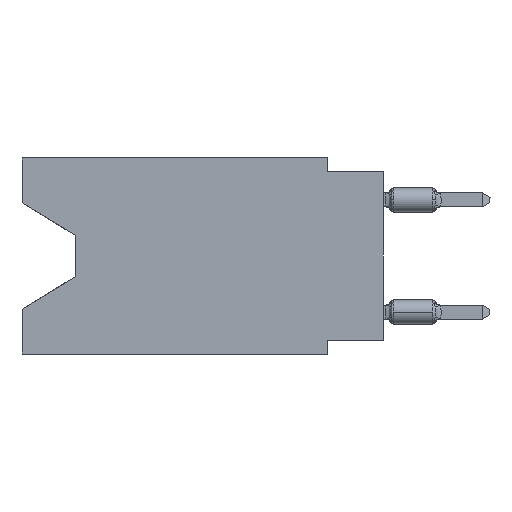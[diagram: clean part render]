
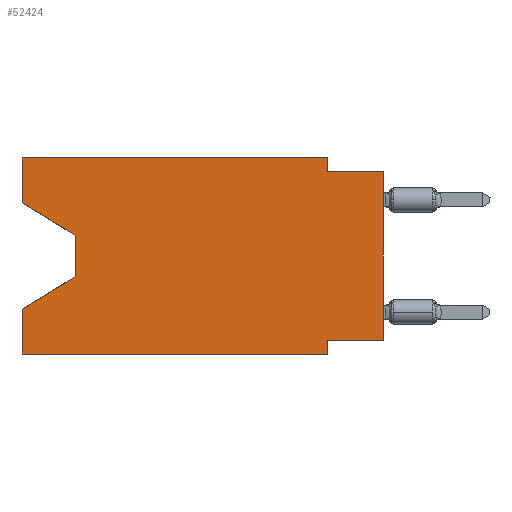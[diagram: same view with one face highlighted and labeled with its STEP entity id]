
A CAD part, left-side view. The second image highlights one B-rep face of the part: STEP entity #52424.
In plain terms, the highlighted planar face has unit normal (-1, 0, 0).
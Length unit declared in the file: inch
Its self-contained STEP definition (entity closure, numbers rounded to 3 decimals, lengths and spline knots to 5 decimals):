
#506 = VERTEX_POINT ( 'NONE', #44904 ) ;
#1046 = LINE ( 'NONE', #27161, #17733 ) ;
#1200 = CARTESIAN_POINT ( 'NONE',  ( 0., 0.645, 0. ) ) ;
#2292 = EDGE_CURVE ( 'NONE', #506, #33369, #1046, .T. ) ;
#2585 = DIRECTION ( 'NONE',  ( 0., 0., 1. ) ) ;
#2641 = EDGE_CURVE ( 'NONE', #33970, #39904, #31850, .T. ) ;
#3241 = CARTESIAN_POINT ( 'NONE',  ( 0., 0., -0.325 ) ) ;
#4616 = DIRECTION ( 'NONE',  ( 0., -0.855, -0.519 ) ) ;
#5106 = LINE ( 'NONE', #14792, #58389 ) ;
#5703 = VERTEX_POINT ( 'NONE', #13600 ) ;
#5872 = VERTEX_POINT ( 'NONE', #1200 ) ;
#6667 = LINE ( 'NONE', #15753, #14640 ) ;
#7595 = LINE ( 'NONE', #12144, #39241 ) ;
#8341 = EDGE_LOOP ( 'NONE', ( #53234, #28282, #27651, #58171, #24691, #20509, #24716, #13465, #38616, #46647, #53380, #34008 ) ) ;
#8618 = LINE ( 'NONE', #36465, #33324 ) ;
#8777 = DIRECTION ( 'NONE',  ( 0., 0., -1. ) ) ;
#9422 = DIRECTION ( 'NONE',  ( 0., -1., 0. ) ) ;
#10960 = CARTESIAN_POINT ( 'NONE',  ( 0., 0.1, 0. ) ) ;
#11657 = CARTESIAN_POINT ( 'NONE',  ( 0., 0., 0. ) ) ;
#12144 = CARTESIAN_POINT ( 'NONE',  ( 0., 0.645, 0. ) ) ;
#12563 = VECTOR ( 'NONE', #55413, 39.37008 ) ;
#13465 = ORIENTED_EDGE ( 'NONE', *, *, #49691, .T. ) ;
#13600 = CARTESIAN_POINT ( 'NONE',  ( 0., 0.645, -0.35 ) ) ;
#13812 = VERTEX_POINT ( 'NONE', #51743 ) ;
#14229 = VECTOR ( 'NONE', #2585, 39.37008 ) ;
#14365 = CARTESIAN_POINT ( 'NONE',  ( 0., 0.1, -0.35 ) ) ;
#14640 = VECTOR ( 'NONE', #24542, 39.37008 ) ;
#14792 = CARTESIAN_POINT ( 'NONE',  ( 0., 0.645, 0. ) ) ;
#14840 = EDGE_CURVE ( 'NONE', #5872, #27093, #18801, .T. ) ;
#15034 = FACE_OUTER_BOUND ( 'NONE', #8341, .T. ) ;
#15436 = LINE ( 'NONE', #52607, #21902 ) ;
#15753 = CARTESIAN_POINT ( 'NONE',  ( 0., 0.645, -0.35 ) ) ;
#16679 = EDGE_CURVE ( 'NONE', #5703, #33369, #6667, .T. ) ;
#17192 = VERTEX_POINT ( 'NONE', #3241 ) ;
#17733 = VECTOR ( 'NONE', #45584, 39.37008 ) ;
#18507 = CARTESIAN_POINT ( 'NONE',  ( 0., 0.645, 0. ) ) ;
#18801 = LINE ( 'NONE', #18507, #30957 ) ;
#19280 = DIRECTION ( 'NONE',  ( 1., 0., 0. ) ) ;
#20509 = ORIENTED_EDGE ( 'NONE', *, *, #2292, .F. ) ;
#20737 = LINE ( 'NONE', #11657, #14229 ) ;
#21620 = DIRECTION ( 'NONE',  ( 0., 0., -1. ) ) ;
#21902 = VECTOR ( 'NONE', #40408, 39.37008 ) ;
#24253 = EDGE_CURVE ( 'NONE', #27093, #41566, #29797, .T. ) ;
#24542 = DIRECTION ( 'NONE',  ( 0., -1., 0. ) ) ;
#24691 = ORIENTED_EDGE ( 'NONE', *, *, #16679, .T. ) ;
#24716 = ORIENTED_EDGE ( 'NONE', *, *, #48909, .F. ) ;
#25771 = DIRECTION ( 'NONE',  ( 0., 0., 1. ) ) ;
#26656 = CARTESIAN_POINT ( 'NONE',  ( 0., 0.1, 0. ) ) ;
#26927 = PLANE ( 'NONE',  #44388 ) ;
#27093 = VERTEX_POINT ( 'NONE', #10960 ) ;
#27161 = CARTESIAN_POINT ( 'NONE',  ( 0., 0.1, -0.35 ) ) ;
#27611 = CARTESIAN_POINT ( 'NONE',  ( 0., 0.645, -0.08025 ) ) ;
#27651 = ORIENTED_EDGE ( 'NONE', *, *, #54592, .T. ) ;
#27928 = CARTESIAN_POINT ( 'NONE',  ( 0., 0.55, -0.212 ) ) ;
#28282 = ORIENTED_EDGE ( 'NONE', *, *, #38829, .T. ) ;
#28666 = CARTESIAN_POINT ( 'NONE',  ( 0., 0.1, -0.025 ) ) ;
#29115 = CARTESIAN_POINT ( 'NONE',  ( 0., 0.645, -0.08025 ) ) ;
#29303 = EDGE_CURVE ( 'NONE', #41566, #31306, #8618, .T. ) ;
#29481 = VECTOR ( 'NONE', #21620, 39.37008 ) ;
#29797 = LINE ( 'NONE', #26656, #58752 ) ;
#30411 = CARTESIAN_POINT ( 'NONE',  ( 0., 0.55, -0.138 ) ) ;
#30957 = VECTOR ( 'NONE', #9422, 39.37008 ) ;
#31306 = VERTEX_POINT ( 'NONE', #40099 ) ;
#31850 = LINE ( 'NONE', #27611, #36032 ) ;
#33324 = VECTOR ( 'NONE', #45230, 39.37008 ) ;
#33369 = VERTEX_POINT ( 'NONE', #14365 ) ;
#33970 = VERTEX_POINT ( 'NONE', #29115 ) ;
#34008 = ORIENTED_EDGE ( 'NONE', *, *, #40280, .F. ) ;
#36032 = VECTOR ( 'NONE', #4616, 39.37008 ) ;
#36349 = EDGE_CURVE ( 'NONE', #5703, #43488, #5106, .T. ) ;
#36418 = LINE ( 'NONE', #30411, #29481 ) ;
#36465 = CARTESIAN_POINT ( 'NONE',  ( 0., 0., -0.025 ) ) ;
#37429 = CARTESIAN_POINT ( 'NONE',  ( 0., 0.645, 0. ) ) ;
#38616 = ORIENTED_EDGE ( 'NONE', *, *, #29303, .F. ) ;
#38640 = CARTESIAN_POINT ( 'NONE',  ( 0., 0.645, -0.26975 ) ) ;
#38829 = EDGE_CURVE ( 'NONE', #39904, #13812, #36418, .T. ) ;
#39241 = VECTOR ( 'NONE', #25771, 39.37008 ) ;
#39904 = VERTEX_POINT ( 'NONE', #49102 ) ;
#40099 = CARTESIAN_POINT ( 'NONE',  ( 0., 0., -0.025 ) ) ;
#40280 = EDGE_CURVE ( 'NONE', #33970, #5872, #7595, .T. ) ;
#40408 = DIRECTION ( 'NONE',  ( 0., 1., 0. ) ) ;
#41566 = VERTEX_POINT ( 'NONE', #28666 ) ;
#43488 = VERTEX_POINT ( 'NONE', #38640 ) ;
#44388 = AXIS2_PLACEMENT_3D ( 'NONE', #37429, #19280, #55863 ) ;
#44904 = CARTESIAN_POINT ( 'NONE',  ( 0., 0.1, -0.325 ) ) ;
#45230 = DIRECTION ( 'NONE',  ( 0., -1., 0. ) ) ;
#45584 = DIRECTION ( 'NONE',  ( 0., 0., -1. ) ) ;
#45938 = DIRECTION ( 'NONE',  ( 0., 0., 1. ) ) ;
#46647 = ORIENTED_EDGE ( 'NONE', *, *, #24253, .F. ) ;
#48909 = EDGE_CURVE ( 'NONE', #17192, #506, #15436, .T. ) ;
#49102 = CARTESIAN_POINT ( 'NONE',  ( 0., 0.55, -0.138 ) ) ;
#49691 = EDGE_CURVE ( 'NONE', #17192, #31306, #20737, .T. ) ;
#51743 = CARTESIAN_POINT ( 'NONE',  ( 0., 0.55, -0.212 ) ) ;
#52424 = ADVANCED_FACE ( 'NONE', ( #15034 ), #26927, .F. ) ;
#52607 = CARTESIAN_POINT ( 'NONE',  ( 0., 0., -0.325 ) ) ;
#53234 = ORIENTED_EDGE ( 'NONE', *, *, #2641, .T. ) ;
#53380 = ORIENTED_EDGE ( 'NONE', *, *, #14840, .F. ) ;
#54592 = EDGE_CURVE ( 'NONE', #13812, #43488, #59348, .T. ) ;
#55413 = DIRECTION ( 'NONE',  ( 0., 0.855, -0.519 ) ) ;
#55863 = DIRECTION ( 'NONE',  ( 0., 0., -1. ) ) ;
#58171 = ORIENTED_EDGE ( 'NONE', *, *, #36349, .F. ) ;
#58389 = VECTOR ( 'NONE', #45938, 39.37008 ) ;
#58752 = VECTOR ( 'NONE', #8777, 39.37008 ) ;
#59348 = LINE ( 'NONE', #27928, #12563 ) ;
